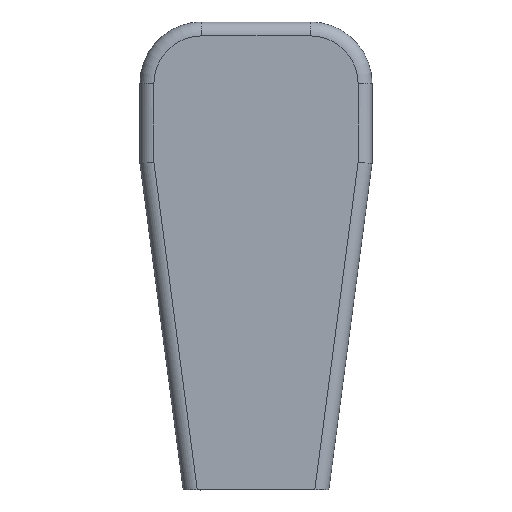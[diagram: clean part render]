
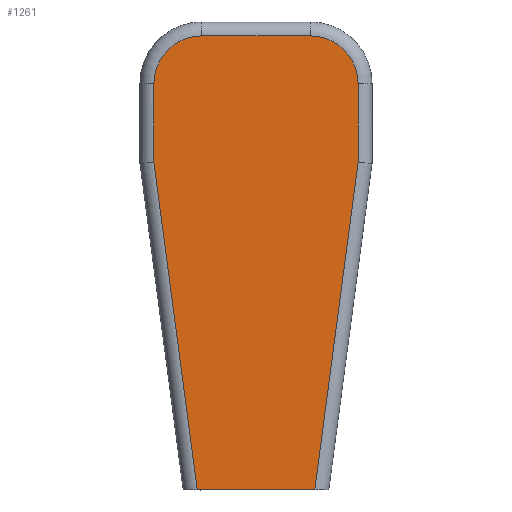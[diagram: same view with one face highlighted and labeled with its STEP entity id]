
A CAD part, top view. The second image highlights one B-rep face of the part: STEP entity #1261.
In plain terms, the highlighted planar face has unit normal (0, 0, 1).
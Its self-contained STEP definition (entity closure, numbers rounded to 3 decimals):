
#108=CARTESIAN_POINT('',(7.601,-35.057,3.0));
#109=VERTEX_POINT('',#108);
#117=CARTESIAN_POINT('',(-7.601,-35.057,3.0));
#118=VERTEX_POINT('',#117);
#119=CARTESIAN_POINT('',(-7.601,-35.057,3.0));
#120=DIRECTION('',(1.0,0.,0.0));
#121=VECTOR('',#120,15.203);
#122=LINE('',#119,#121);
#123=EDGE_CURVE('',#118,#109,#122,.T.);
#222=CARTESIAN_POINT('',(13.2,7.28,3.0));
#223=VERTEX_POINT('',#222);
#231=CARTESIAN_POINT('',(7.601,-35.043,3.0));
#232=VERTEX_POINT('',#231);
#233=CARTESIAN_POINT('',(13.2,7.28,3.0));
#234=DIRECTION('',(-0.131,-0.991,0.0));
#235=VECTOR('',#234,42.691);
#236=LINE('',#233,#235);
#237=EDGE_CURVE('',#223,#232,#236,.T.);
#706=CARTESIAN_POINT('',(-7.601,-35.043,3.0));
#707=VERTEX_POINT('',#706);
#708=CARTESIAN_POINT('',(0.,-35.155,3.0));
#709=DIRECTION('',(0.0,0.0,-1.0));
#710=DIRECTION('',(0.,-1.0,0.0));
#711=AXIS2_PLACEMENT_3D('',#708,#709,#710);
#712=CIRCLE('',#711,7.602);
#713=EDGE_CURVE('',#118,#707,#712,.T.);
#985=CARTESIAN_POINT('',(13.2,17.486,3.0));
#986=VERTEX_POINT('',#985);
#994=CARTESIAN_POINT('',(13.2,17.486,3.0));
#995=DIRECTION('',(0.,-1.0,0.0));
#996=VECTOR('',#995,10.207);
#997=LINE('',#994,#996);
#998=EDGE_CURVE('',#986,#223,#997,.T.);
#1011=CARTESIAN_POINT('',(0.,-35.155,3.0));
#1012=DIRECTION('',(0.0,0.0,-1.0));
#1013=DIRECTION('',(0.,-1.0,0.0));
#1014=AXIS2_PLACEMENT_3D('',#1011,#1012,#1013);
#1015=CIRCLE('',#1014,7.602);
#1016=EDGE_CURVE('',#232,#109,#1015,.T.);
#1028=CARTESIAN_POINT('',(-13.2,7.28,3.0));
#1029=VERTEX_POINT('',#1028);
#1030=CARTESIAN_POINT('',(-7.601,-35.043,3.0));
#1031=DIRECTION('',(-0.131,0.991,0.0));
#1032=VECTOR('',#1031,42.691);
#1033=LINE('',#1030,#1032);
#1034=EDGE_CURVE('',#707,#1029,#1033,.T.);
#1061=CARTESIAN_POINT('',(7.043,23.643,3.0));
#1062=VERTEX_POINT('',#1061);
#1070=CARTESIAN_POINT('',(7.043,17.486,3.0));
#1071=DIRECTION('',(0.0,0.0,-1.0));
#1072=DIRECTION('',(0.707,0.707,0.0));
#1073=AXIS2_PLACEMENT_3D('',#1070,#1071,#1072);
#1074=CIRCLE('',#1073,6.157);
#1075=EDGE_CURVE('',#1062,#986,#1074,.T.);
#1095=CARTESIAN_POINT('',(-7.043,23.643,3.0));
#1096=VERTEX_POINT('',#1095);
#1104=CARTESIAN_POINT('',(-7.043,23.643,3.0));
#1105=DIRECTION('',(1.0,0.0,0.0));
#1106=VECTOR('',#1105,14.087);
#1107=LINE('',#1104,#1106);
#1108=EDGE_CURVE('',#1096,#1062,#1107,.T.);
#1127=CARTESIAN_POINT('',(-13.2,17.486,3.0));
#1128=VERTEX_POINT('',#1127);
#1136=CARTESIAN_POINT('',(-7.043,17.486,3.0));
#1137=DIRECTION('',(0.0,0.0,-1.0));
#1138=DIRECTION('',(-0.707,0.707,0.0));
#1139=AXIS2_PLACEMENT_3D('',#1136,#1137,#1138);
#1140=CIRCLE('',#1139,6.157);
#1141=EDGE_CURVE('',#1128,#1096,#1140,.T.);
#1159=CARTESIAN_POINT('',(-13.2,7.28,3.0));
#1160=DIRECTION('',(0.,1.0,0.0));
#1161=VECTOR('',#1160,10.207);
#1162=LINE('',#1159,#1161);
#1163=EDGE_CURVE('',#1029,#1128,#1162,.T.);
#1244=CARTESIAN_POINT('',(0.,-6.649,3.0));
#1245=DIRECTION('',(0.0,0.0,1.0));
#1246=DIRECTION('',(1.0,0.0,0.0));
#1247=AXIS2_PLACEMENT_3D('',#1244,#1245,#1246);
#1248=PLANE('',#1247);
#1249=ORIENTED_EDGE('',*,*,#123,.T.);
#1250=ORIENTED_EDGE('',*,*,#1016,.F.);
#1251=ORIENTED_EDGE('',*,*,#237,.F.);
#1252=ORIENTED_EDGE('',*,*,#998,.F.);
#1253=ORIENTED_EDGE('',*,*,#1075,.F.);
#1254=ORIENTED_EDGE('',*,*,#1108,.F.);
#1255=ORIENTED_EDGE('',*,*,#1141,.F.);
#1256=ORIENTED_EDGE('',*,*,#1163,.F.);
#1257=ORIENTED_EDGE('',*,*,#1034,.F.);
#1258=ORIENTED_EDGE('',*,*,#713,.F.);
#1259=EDGE_LOOP('',(#1249,#1250,#1251,#1252,#1253,#1254,#1255,#1256,#1257,#1258));
#1260=FACE_OUTER_BOUND('',#1259,.T.);
#1261=ADVANCED_FACE('',(#1260),#1248,.T.);
